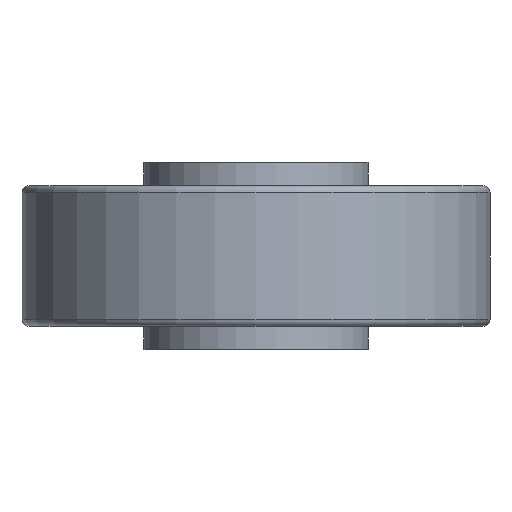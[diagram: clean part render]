
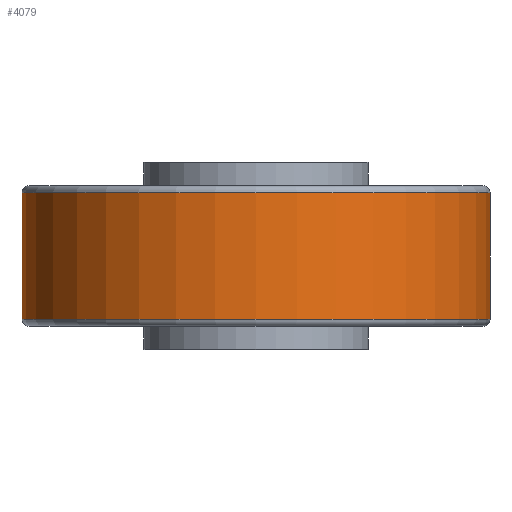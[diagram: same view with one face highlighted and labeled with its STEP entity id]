
A CAD part, front view. The second image highlights one B-rep face of the part: STEP entity #4079.
In plain terms, the highlighted cylindrical face has radius 50 mm (diameter 100 mm), a partial arc.
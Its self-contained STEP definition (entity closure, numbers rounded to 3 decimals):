
#29 = CARTESIAN_POINT ( 'NONE',  ( 0., 0., 13.5 ) ) ;
#156 = EDGE_CURVE ( 'NONE', #173, #2995, #4152, .T. ) ;
#173 = VERTEX_POINT ( 'NONE', #6823 ) ;
#335 = FACE_OUTER_BOUND ( 'NONE', #5343, .T. ) ;
#429 = DIRECTION ( 'NONE',  ( 0., 0., -1. ) ) ;
#843 = CARTESIAN_POINT ( 'NONE',  ( -50., 0., 0. ) ) ;
#975 = CARTESIAN_POINT ( 'NONE',  ( 0., 0., 0. ) ) ;
#1027 = ORIENTED_EDGE ( 'NONE', *, *, #4069, .T. ) ;
#1292 = CARTESIAN_POINT ( 'NONE',  ( 0., 0., -13.5 ) ) ;
#1936 = DIRECTION ( 'NONE',  ( 0., 0., -1. ) ) ;
#2243 = AXIS2_PLACEMENT_3D ( 'NONE', #1292, #3399, #5361 ) ;
#2373 = AXIS2_PLACEMENT_3D ( 'NONE', #29, #4134, #5751 ) ;
#2566 = ORIENTED_EDGE ( 'NONE', *, *, #4457, .T. ) ;
#2593 = CYLINDRICAL_SURFACE ( 'NONE', #6774, 50. ) ;
#2943 = DIRECTION ( 'NONE',  ( 0., 0., -1. ) ) ;
#2995 = VERTEX_POINT ( 'NONE', #3165 ) ;
#3041 = DIRECTION ( 'NONE',  ( -1., 0., 0. ) ) ;
#3165 = CARTESIAN_POINT ( 'NONE',  ( 50., 0., -13.5 ) ) ;
#3179 = EDGE_CURVE ( 'NONE', #4059, #2995, #4014, .T. ) ;
#3399 = DIRECTION ( 'NONE',  ( 0., 0., 1. ) ) ;
#3469 = LINE ( 'NONE', #843, #4571 ) ;
#3700 = ORIENTED_EDGE ( 'NONE', *, *, #156, .F. ) ;
#4014 = CIRCLE ( 'NONE', #2243, 50. ) ;
#4037 = ORIENTED_EDGE ( 'NONE', *, *, #3179, .T. ) ;
#4059 = VERTEX_POINT ( 'NONE', #4447 ) ;
#4069 = EDGE_CURVE ( 'NONE', #5132, #4059, #3469, .T. ) ;
#4079 = ADVANCED_FACE ( 'NONE', ( #335 ), #2593, .T. ) ;
#4134 = DIRECTION ( 'NONE',  ( 0., 0., -1. ) ) ;
#4152 = LINE ( 'NONE', #6218, #6465 ) ;
#4447 = CARTESIAN_POINT ( 'NONE',  ( -50., 0., -13.5 ) ) ;
#4457 = EDGE_CURVE ( 'NONE', #173, #5132, #5561, .T. ) ;
#4571 = VECTOR ( 'NONE', #2943, 1000. ) ;
#5132 = VERTEX_POINT ( 'NONE', #6578 ) ;
#5343 = EDGE_LOOP ( 'NONE', ( #3700, #2566, #1027, #4037 ) ) ;
#5361 = DIRECTION ( 'NONE',  ( -1., 0., 0. ) ) ;
#5561 = CIRCLE ( 'NONE', #2373, 50. ) ;
#5751 = DIRECTION ( 'NONE',  ( 1., 0., 0. ) ) ;
#6218 = CARTESIAN_POINT ( 'NONE',  ( 50., 0., 0. ) ) ;
#6465 = VECTOR ( 'NONE', #429, 1000. ) ;
#6578 = CARTESIAN_POINT ( 'NONE',  ( -50., 0., 13.5 ) ) ;
#6774 = AXIS2_PLACEMENT_3D ( 'NONE', #975, #1936, #3041 ) ;
#6823 = CARTESIAN_POINT ( 'NONE',  ( 50., 0., 13.5 ) ) ;
